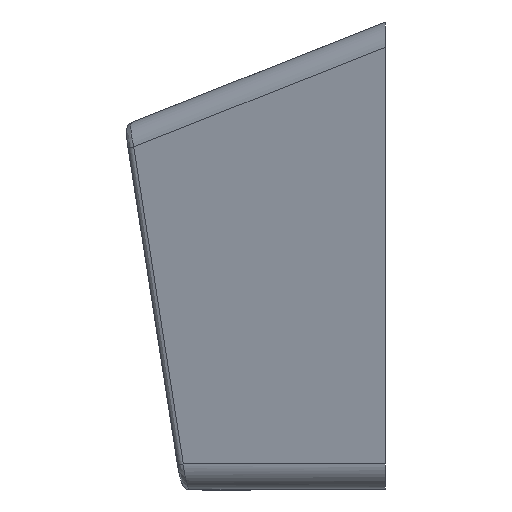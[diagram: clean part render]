
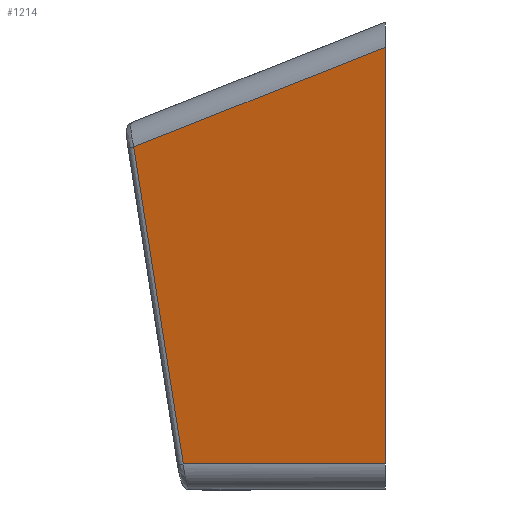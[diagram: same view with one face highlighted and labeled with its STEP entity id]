
A CAD part, left-side view. The second image highlights one B-rep face of the part: STEP entity #1214.
In plain terms, the highlighted planar face has unit normal (-0.964, 0.267, 0).
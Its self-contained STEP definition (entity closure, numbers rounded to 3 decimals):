
#134=FACE_OUTER_BOUND('',#209,.T.);
#209=EDGE_LOOP('',(#1095,#1096,#1097,#1098));
#316=LINE('',#2282,#429);
#321=LINE('',#2890,#434);
#322=LINE('',#3398,#435);
#429=VECTOR('',#1551,10.);
#434=VECTOR('',#1574,10.);
#435=VECTOR('',#1581,10.);
#469=B_SPLINE_CURVE_WITH_KNOTS('',3,(#3463,#3464,#3465,#3466),
 .UNSPECIFIED.,.F.,.F.,(4,4),(-1.339,-0.104),
 .UNSPECIFIED.);
#569=VERTEX_POINT('',#2279);
#570=VERTEX_POINT('',#2281);
#580=VERTEX_POINT('',#2846);
#581=VERTEX_POINT('',#3382);
#729=EDGE_CURVE('',#569,#570,#316,.T.);
#746=EDGE_CURVE('',#580,#569,#321,.T.);
#752=EDGE_CURVE('',#570,#581,#322,.T.);
#754=EDGE_CURVE('',#581,#580,#469,.T.);
#1095=ORIENTED_EDGE('',*,*,#746,.F.);
#1096=ORIENTED_EDGE('',*,*,#754,.F.);
#1097=ORIENTED_EDGE('',*,*,#752,.F.);
#1098=ORIENTED_EDGE('',*,*,#729,.F.);
#1146=PLANE('',#1308);
#1214=ADVANCED_FACE('',(#134),#1146,.F.);
#1308=AXIS2_PLACEMENT_3D('',#3467,#1582,#1583);
#1551=DIRECTION('',(0.,0.,-1.));
#1574=DIRECTION('',(-0.25,-0.9,0.357));
#1581=DIRECTION('',(0.267,0.964,0.));
#1582=DIRECTION('center_axis',(0.964,-0.267,0.));
#1583=DIRECTION('ref_axis',(0.,0.,-1.));
#2279=CARTESIAN_POINT('',(-59.05,0.,8.03));
#2281=CARTESIAN_POINT('',(-59.05,0.,-8.));
#2282=CARTESIAN_POINT('',(-59.05,0.,9.));
#2846=CARTESIAN_POINT('',(-56.366,9.682,4.196));
#2890=CARTESIAN_POINT('',(-55.458,12.958,2.898));
#3382=CARTESIAN_POINT('',(-56.895,7.774,-8.));
#3398=CARTESIAN_POINT('',(-59.05,0.,-8.));
#3463=CARTESIAN_POINT('Ctrl Pts',(-56.895,7.774,-8.));
#3464=CARTESIAN_POINT('Ctrl Pts',(-56.719,8.41,-3.935));
#3465=CARTESIAN_POINT('Ctrl Pts',(-56.542,9.046,0.131));
#3466=CARTESIAN_POINT('Ctrl Pts',(-56.366,9.682,4.196));
#3467=CARTESIAN_POINT('Origin',(-59.05,0.,9.));
